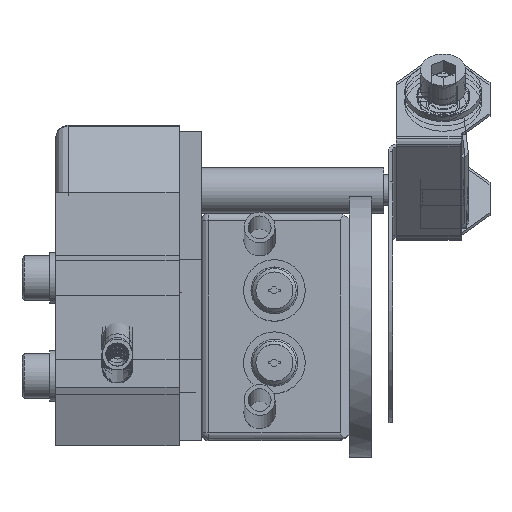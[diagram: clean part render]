
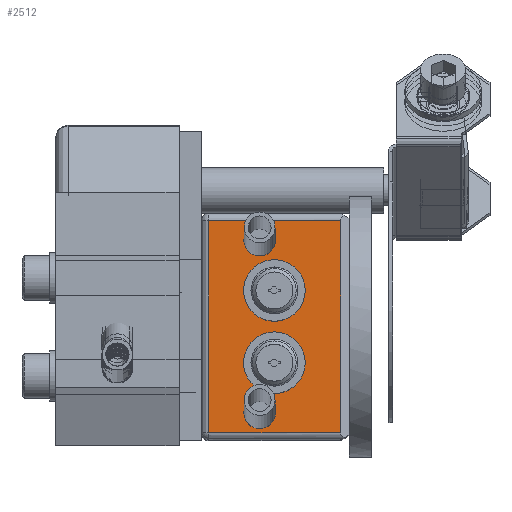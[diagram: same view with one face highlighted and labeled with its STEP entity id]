
A CAD part, top view. The second image highlights one B-rep face of the part: STEP entity #2512.
In plain terms, the highlighted face is planar.
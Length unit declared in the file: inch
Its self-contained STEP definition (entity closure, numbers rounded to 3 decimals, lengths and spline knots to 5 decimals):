
#1365=FACE_BOUND('',#3407,.T.);
#1366=FACE_BOUND('',#3408,.T.);
#1367=FACE_BOUND('',#3409,.T.);
#1368=FACE_BOUND('',#3410,.T.);
#1369=FACE_BOUND('',#3411,.T.);
#1769=LINE('',#10527,#2172);
#1771=LINE('',#10533,#2174);
#1773=LINE('',#10545,#2176);
#1789=LINE('',#10569,#2192);
#2172=VECTOR('',#8710,1.);
#2174=VECTOR('',#8716,1.);
#2176=VECTOR('',#8730,1.);
#2192=VECTOR('',#8754,1.);
#2512=ADVANCED_FACE('',(#1365,#1366,#1367,#1368,#1369),#2728,.T.);
#2728=PLANE('',#7133);
#3407=EDGE_LOOP('',(#4751));
#3408=EDGE_LOOP('',(#4752));
#3409=EDGE_LOOP('',(#4753));
#3410=EDGE_LOOP('',(#4754));
#3411=EDGE_LOOP('',(#4755,#4756,#4757,#4758));
#4751=ORIENTED_EDGE('',*,*,#5891,.F.);
#4752=ORIENTED_EDGE('',*,*,#5926,.F.);
#4753=ORIENTED_EDGE('',*,*,#5928,.T.);
#4754=ORIENTED_EDGE('',*,*,#5930,.T.);
#4755=ORIENTED_EDGE('',*,*,#5953,.T.);
#4756=ORIENTED_EDGE('',*,*,#5962,.T.);
#4757=ORIENTED_EDGE('',*,*,#5978,.T.);
#4758=ORIENTED_EDGE('',*,*,#5956,.T.);
#5239=VERTEX_POINT('',#10388);
#5266=VERTEX_POINT('',#10470);
#5268=VERTEX_POINT('',#10476);
#5270=VERTEX_POINT('',#10481);
#5279=VERTEX_POINT('',#10510);
#5284=VERTEX_POINT('',#10526);
#5287=VERTEX_POINT('',#10534);
#5290=VERTEX_POINT('',#10544);
#5891=EDGE_CURVE('',#5239,#5239,#6195,.T.);
#5926=EDGE_CURVE('',#5266,#5266,#6210,.T.);
#5928=EDGE_CURVE('',#5268,#5268,#6212,.T.);
#5930=EDGE_CURVE('',#5270,#5270,#6214,.T.);
#5953=EDGE_CURVE('',#5279,#5284,#1769,.T.);
#5956=EDGE_CURVE('',#5287,#5279,#1771,.T.);
#5962=EDGE_CURVE('',#5284,#5290,#1773,.T.);
#5978=EDGE_CURVE('',#5290,#5287,#1789,.T.);
#6195=CIRCLE('',#7051,0.125);
#6210=CIRCLE('',#7086,0.125);
#6212=CIRCLE('',#7090,0.064);
#6214=CIRCLE('',#7093,0.064);
#7051=AXIS2_PLACEMENT_3D('',#10387,#8549,#8550);
#7086=AXIS2_PLACEMENT_3D('',#10469,#8639,#8640);
#7090=AXIS2_PLACEMENT_3D('',#10475,#8647,#8648);
#7093=AXIS2_PLACEMENT_3D('',#10480,#8653,#8654);
#7133=AXIS2_PLACEMENT_3D('',#10574,#8762,#8763);
#8549=DIRECTION('',(-1.,0.,0.));
#8550=DIRECTION('',(0.,0.,1.));
#8639=DIRECTION('',(-1.,0.,0.));
#8640=DIRECTION('',(0.,0.,1.));
#8647=DIRECTION('',(1.,0.,0.));
#8648=DIRECTION('',(0.,0.,-1.));
#8653=DIRECTION('',(1.,0.,0.));
#8654=DIRECTION('',(0.,0.,-1.));
#8710=DIRECTION('',(0.,-1.,0.));
#8716=DIRECTION('',(0.,0.,-1.));
#8730=DIRECTION('',(0.,0.,1.));
#8754=DIRECTION('',(0.,1.,0.));
#8762=DIRECTION('',(-1.,0.,0.));
#8763=DIRECTION('',(0.,0.,-1.));
#10387=CARTESIAN_POINT('',(0.,0.60653,0.29685));
#10388=CARTESIAN_POINT('',(0.,0.60653,0.42185));
#10469=CARTESIAN_POINT('',(0.,0.31346,0.29685));
#10470=CARTESIAN_POINT('',(0.,0.31346,0.42185));
#10475=CARTESIAN_POINT('',(0.,0.81064,0.237));
#10476=CARTESIAN_POINT('',(0.,0.81064,0.173));
#10480=CARTESIAN_POINT('',(0.,0.11,0.237));
#10481=CARTESIAN_POINT('',(0.,0.11,0.173));
#10510=CARTESIAN_POINT('',(0.,0.89,0.03));
#10526=CARTESIAN_POINT('',(0.,0.03,0.03));
#10527=CARTESIAN_POINT('',(0.,0.,0.03));
#10533=CARTESIAN_POINT('',(0.,0.89,0.6));
#10534=CARTESIAN_POINT('',(0.,0.89,0.56536));
#10544=CARTESIAN_POINT('',(0.,0.03,0.56536));
#10545=CARTESIAN_POINT('',(0.,0.03,0.6));
#10569=CARTESIAN_POINT('',(0.,0.92,0.56536));
#10574=CARTESIAN_POINT('',(0.,0.,0.6));
